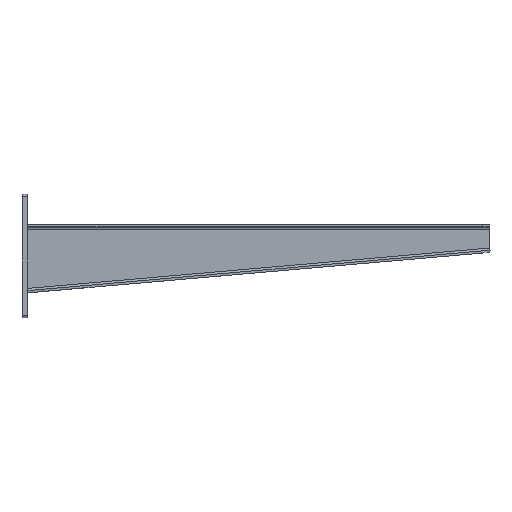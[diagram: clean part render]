
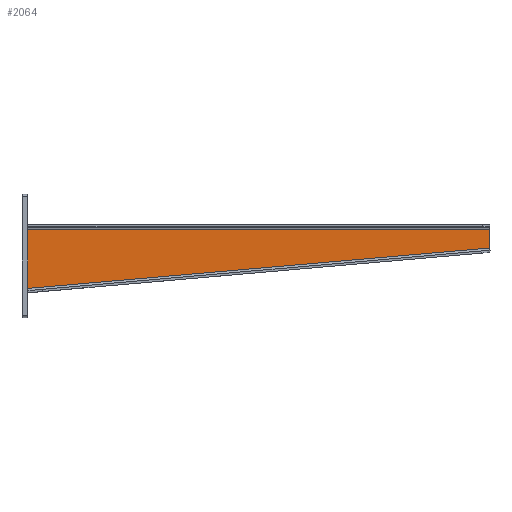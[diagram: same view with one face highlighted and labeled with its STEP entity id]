
A CAD part, top view. The second image highlights one B-rep face of the part: STEP entity #2064.
In plain terms, the highlighted planar face has unit normal (0, 0, 1).
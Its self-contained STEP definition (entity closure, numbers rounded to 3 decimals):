
#3 = VERTEX_POINT ( 'NONE', #2339 ) ;
#4 = VERTEX_POINT ( 'NONE', #2344 ) ;
#8 = VERTEX_POINT ( 'NONE', #2348 ) ;
#214 = CARTESIAN_POINT ( 'NONE',  ( -630., 39.22, 0. ) ) ;
#283 = CARTESIAN_POINT ( 'NONE',  ( -635., 39.22, 0. ) ) ;
#287 = DIRECTION ( 'NONE',  ( -1., 0., 0. ) ) ;
#373 = CARTESIAN_POINT ( 'NONE',  ( -625.013, -40.656, 0. ) ) ;
#375 = DIRECTION ( 'NONE',  ( -0.996, -0.087, 0. ) ) ;
#391 = CARTESIAN_POINT ( 'NONE',  ( -630., 73.5, 0. ) ) ;
#394 = DIRECTION ( 'NONE',  ( 0., -1., 0. ) ) ;
#459 = ORIENTED_EDGE ( 'NONE', *, *, #1417, .T. ) ;
#460 = ORIENTED_EDGE ( 'NONE', *, *, #1410, .F. ) ;
#461 = ORIENTED_EDGE ( 'NONE', *, *, #1433, .T. ) ;
#462 = ORIENTED_EDGE ( 'NONE', *, *, #1347, .T. ) ;
#543 = VERTEX_POINT ( 'NONE', #214 ) ;
#849 = EDGE_LOOP ( 'NONE', ( #459, #460, #461, #462 ) ) ;
#1233 = AXIS2_PLACEMENT_3D ( 'NONE', #2806, #2815, #2816 ) ;
#1347 = EDGE_CURVE ( 'NONE', #8, #543, #1550, .T. ) ;
#1410 = EDGE_CURVE ( 'NONE', #3, #4, #1605, .T. ) ;
#1417 = EDGE_CURVE ( 'NONE', #543, #4, #1609, .T. ) ;
#1433 = EDGE_CURVE ( 'NONE', #3, #8, #1635, .T. ) ;
#1550 = LINE ( 'NONE', #283, #1555 ) ;
#1555 = VECTOR ( 'NONE', #287, 1000. ) ;
#1605 = LINE ( 'NONE', #373, #1606 ) ;
#1606 = VECTOR ( 'NONE', #375, 1000. ) ;
#1609 = LINE ( 'NONE', #391, #1610 ) ;
#1610 = VECTOR ( 'NONE', #394, 1000. ) ;
#1635 = LINE ( 'NONE', #2454, #1638 ) ;
#1638 = VECTOR ( 'NONE', #2455, 1000. ) ;
#1970 = FACE_OUTER_BOUND ( 'NONE', #849, .T. ) ;
#2064 = ADVANCED_FACE ( 'NONE', ( #1970 ), #2813, .F. ) ;
#2339 = CARTESIAN_POINT ( 'NONE',  ( -3., 13.763, 0. ) ) ;
#2344 = CARTESIAN_POINT ( 'NONE',  ( -630., -41.092, 0. ) ) ;
#2348 = CARTESIAN_POINT ( 'NONE',  ( -3., 39.22, 0. ) ) ;
#2454 = CARTESIAN_POINT ( 'NONE',  ( -3., 73.5, 0. ) ) ;
#2455 = DIRECTION ( 'NONE',  ( 0., 1., 0. ) ) ;
#2806 = CARTESIAN_POINT ( 'NONE',  ( -635., 73.5, 0. ) ) ;
#2813 = PLANE ( 'NONE',  #1233 ) ;
#2815 = DIRECTION ( 'NONE',  ( 0., 0., -1. ) ) ;
#2816 = DIRECTION ( 'NONE',  ( -1., 0., 0. ) ) ;
